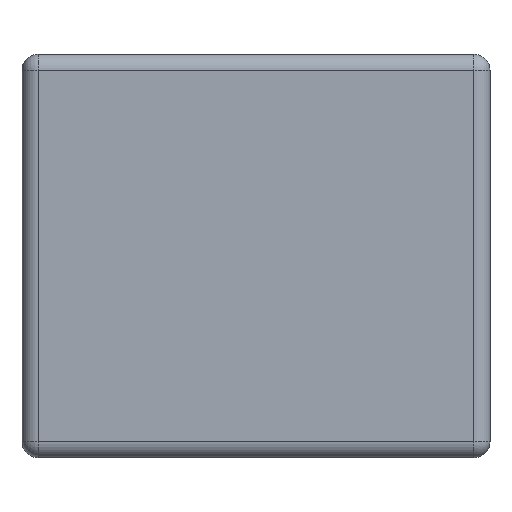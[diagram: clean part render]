
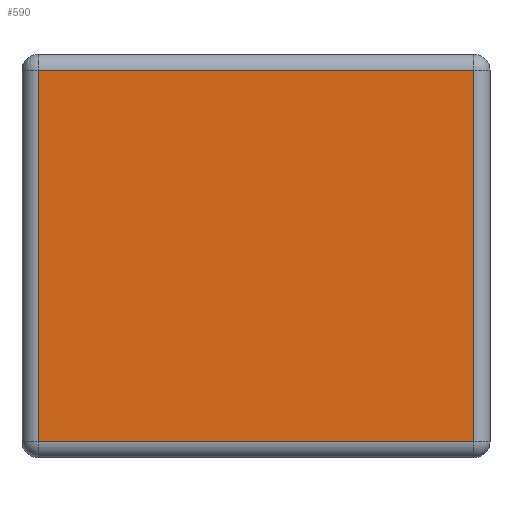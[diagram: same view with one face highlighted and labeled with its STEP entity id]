
A CAD part, left-side view. The second image highlights one B-rep face of the part: STEP entity #590.
In plain terms, the highlighted planar face has unit normal (-1, 0, 0).
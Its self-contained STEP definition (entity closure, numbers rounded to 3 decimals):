
#35 = DIRECTION ( 'NONE',  ( 0., 0., 1. ) ) ;
#39 = EDGE_CURVE ( 'NONE', #1244, #805, #1641, .T. ) ;
#81 = LINE ( 'NONE', #1041, #1551 ) ;
#131 = EDGE_CURVE ( 'NONE', #805, #1255, #81, .T. ) ;
#168 = LINE ( 'NONE', #2064, #966 ) ;
#181 = DIRECTION ( 'NONE',  ( 0., 0., -1. ) ) ;
#222 = LINE ( 'NONE', #2011, #1089 ) ;
#351 = FACE_OUTER_BOUND ( 'NONE', #612, .T. ) ;
#552 = ORIENTED_EDGE ( 'NONE', *, *, #959, .T. ) ;
#590 = ADVANCED_FACE ( 'NONE', ( #351 ), #650, .F. ) ;
#612 = EDGE_LOOP ( 'NONE', ( #1422, #552, #1818, #1451 ) ) ;
#650 = PLANE ( 'NONE',  #1596 ) ;
#679 = CARTESIAN_POINT ( 'NONE',  ( -1., 0.05, 0.575 ) ) ;
#712 = DIRECTION ( 'NONE',  ( 0., 1., 0. ) ) ;
#720 = DIRECTION ( 'NONE',  ( 0., -1., 0. ) ) ;
#805 = VERTEX_POINT ( 'NONE', #679 ) ;
#811 = CARTESIAN_POINT ( 'NONE',  ( -1., 1.4, 0.575 ) ) ;
#817 = DIRECTION ( 'NONE',  ( 0., 0., -1. ) ) ;
#959 = EDGE_CURVE ( 'NONE', #1884, #1244, #222, .T. ) ;
#966 = VECTOR ( 'NONE', #817, 1000. ) ;
#967 = CARTESIAN_POINT ( 'NONE',  ( -1., 0.05, -0.575 ) ) ;
#1041 = CARTESIAN_POINT ( 'NONE',  ( -1., 1.45, 0.575 ) ) ;
#1089 = VECTOR ( 'NONE', #720, 1000. ) ;
#1244 = VERTEX_POINT ( 'NONE', #967 ) ;
#1255 = VERTEX_POINT ( 'NONE', #811 ) ;
#1290 = CARTESIAN_POINT ( 'NONE',  ( -1., 1.45, -0.625 ) ) ;
#1422 = ORIENTED_EDGE ( 'NONE', *, *, #2015, .T. ) ;
#1451 = ORIENTED_EDGE ( 'NONE', *, *, #131, .T. ) ;
#1551 = VECTOR ( 'NONE', #712, 1000. ) ;
#1596 = AXIS2_PLACEMENT_3D ( 'NONE', #1290, #1633, #181 ) ;
#1633 = DIRECTION ( 'NONE',  ( 1., 0., 0. ) ) ;
#1641 = LINE ( 'NONE', #1817, #1830 ) ;
#1817 = CARTESIAN_POINT ( 'NONE',  ( -1., 0.05, -0.625 ) ) ;
#1818 = ORIENTED_EDGE ( 'NONE', *, *, #39, .T. ) ;
#1830 = VECTOR ( 'NONE', #35, 1000. ) ;
#1884 = VERTEX_POINT ( 'NONE', #2040 ) ;
#2011 = CARTESIAN_POINT ( 'NONE',  ( -1., 1.45, -0.575 ) ) ;
#2015 = EDGE_CURVE ( 'NONE', #1255, #1884, #168, .T. ) ;
#2040 = CARTESIAN_POINT ( 'NONE',  ( -1., 1.4, -0.575 ) ) ;
#2064 = CARTESIAN_POINT ( 'NONE',  ( -1., 1.4, -0.625 ) ) ;
